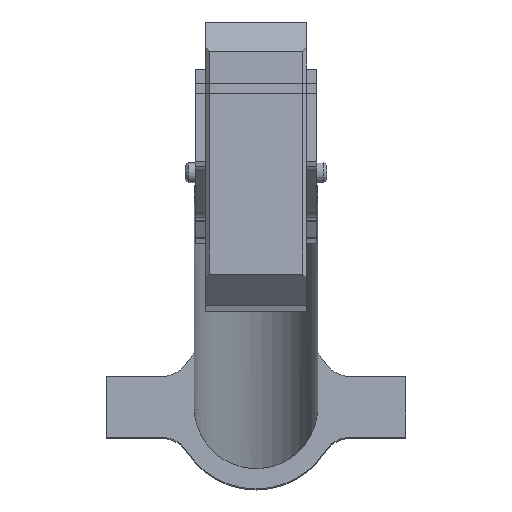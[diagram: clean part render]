
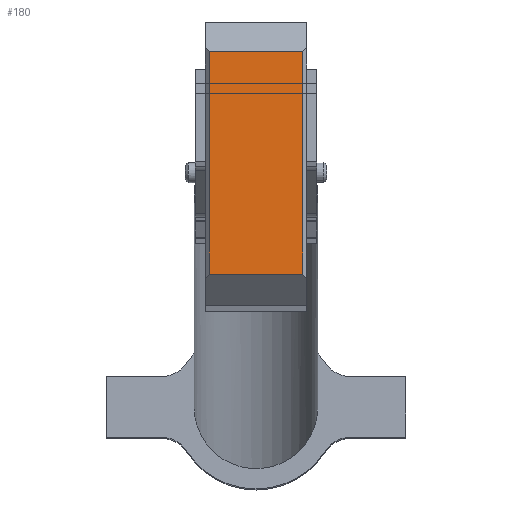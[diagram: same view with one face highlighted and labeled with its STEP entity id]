
A CAD part, front view. The second image highlights one B-rep face of the part: STEP entity #180.
In plain terms, the highlighted planar face has unit normal (0, -0.999, 0.035).
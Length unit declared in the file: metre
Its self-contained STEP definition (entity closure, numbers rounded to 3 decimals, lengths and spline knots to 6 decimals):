
#180 = ADVANCED_FACE( '', ( #441 ), #442, .T. );
#441 = FACE_OUTER_BOUND( '', #794, .T. );
#442 = PLANE( '', #795 );
#794 = EDGE_LOOP( '', ( #1271, #1272, #1273, #1274 ) );
#795 = AXIS2_PLACEMENT_3D( '', #1275, #1276, #1277 );
#1271 = ORIENTED_EDGE( '', *, *, #2130, .T. );
#1272 = ORIENTED_EDGE( '', *, *, #2131, .T. );
#1273 = ORIENTED_EDGE( '', *, *, #2132, .T. );
#1274 = ORIENTED_EDGE( '', *, *, #2133, .T. );
#1275 = CARTESIAN_POINT( '', ( 0.031752, -2.0921, 1.868099 ) );
#1276 = DIRECTION( '', ( 0., -0.999, 0.035 ) );
#1277 = DIRECTION( '', ( 0., -0.035, -0.999 ) );
#2130 = EDGE_CURVE( '', #2585, #2586, #2587, .T. );
#2131 = EDGE_CURVE( '', #2586, #2588, #2589, .T. );
#2132 = EDGE_CURVE( '', #2588, #2590, #2591, .T. );
#2133 = EDGE_CURVE( '', #2590, #2585, #2592, .T. );
#2585 = VERTEX_POINT( '', #3198 );
#2586 = VERTEX_POINT( '', #3199 );
#2587 = LINE( '', #3200, #3201 );
#2588 = VERTEX_POINT( '', #3202 );
#2589 = LINE( '', #3203, #3204 );
#2590 = VERTEX_POINT( '', #3205 );
#2591 = LINE( '', #3206, #3207 );
#2592 = LINE( '', #3208, #3209 );
#3198 = CARTESIAN_POINT( '', ( -0.02921, -2.094552, 1.798292 ) );
#3199 = CARTESIAN_POINT( '', ( 0.02921, -2.094552, 1.798292 ) );
#3200 = CARTESIAN_POINT( '', ( 0.031752, -2.094552, 1.798292 ) );
#3201 = VECTOR( '', #3787, 1. );
#3202 = CARTESIAN_POINT( '', ( 0.02921, -2.089649, 1.937906 ) );
#3203 = CARTESIAN_POINT( '', ( 0.02921, -2.0921, 1.868099 ) );
#3204 = VECTOR( '', #3788, 1. );
#3205 = CARTESIAN_POINT( '', ( -0.02921, -2.089649, 1.937906 ) );
#3206 = CARTESIAN_POINT( '', ( -0.03175, -2.089649, 1.937906 ) );
#3207 = VECTOR( '', #3789, 1. );
#3208 = CARTESIAN_POINT( '', ( -0.02921, -2.0921, 1.868099 ) );
#3209 = VECTOR( '', #3790, 1. );
#3787 = DIRECTION( '', ( 1., 0., 0. ) );
#3788 = DIRECTION( '', ( 0., 0.035, 0.999 ) );
#3789 = DIRECTION( '', ( -1., 0., 0. ) );
#3790 = DIRECTION( '', ( 0., -0.035, -0.999 ) );
